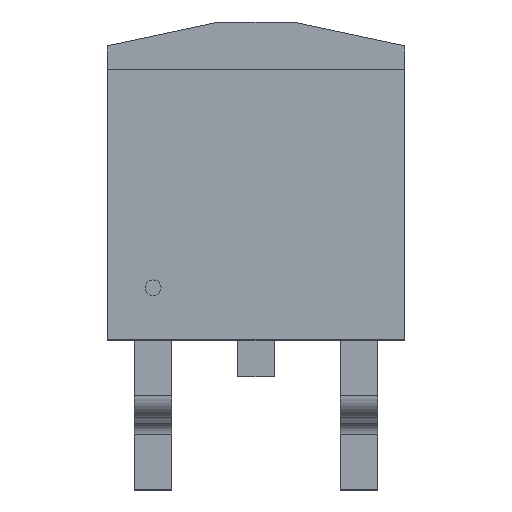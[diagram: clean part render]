
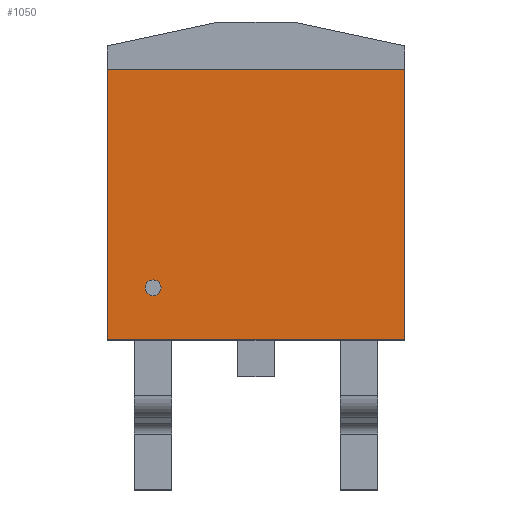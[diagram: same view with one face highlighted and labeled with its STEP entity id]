
A CAD part, top view. The second image highlights one B-rep face of the part: STEP entity #1050.
In plain terms, the highlighted planar face has unit normal (0, 0, 1).
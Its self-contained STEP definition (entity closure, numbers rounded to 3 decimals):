
#26=PLANE('',#1130);
#77=FACE_OUTER_BOUND('',#136,.T.);
#136=EDGE_LOOP('',(#712,#713,#714,#715));
#190=LINE('',#1492,#313);
#194=LINE('',#1499,#317);
#197=LINE('',#1505,#320);
#199=LINE('',#1508,#322);
#313=VECTOR('',#1214,6.604);
#317=VECTOR('',#1220,6.002);
#320=VECTOR('',#1225,6.604);
#322=VECTOR('',#1229,6.002);
#455=VERTEX_POINT('',#1489);
#456=VERTEX_POINT('',#1491);
#458=VERTEX_POINT('',#1497);
#460=VERTEX_POINT('',#1503);
#550=EDGE_CURVE('',#456,#455,#190,.T.);
#554=EDGE_CURVE('',#455,#458,#194,.T.);
#557=EDGE_CURVE('',#458,#460,#197,.T.);
#559=EDGE_CURVE('',#460,#456,#199,.T.);
#712=ORIENTED_EDGE('',*,*,#550,.T.);
#713=ORIENTED_EDGE('',*,*,#554,.T.);
#714=ORIENTED_EDGE('',*,*,#557,.T.);
#715=ORIENTED_EDGE('',*,*,#559,.T.);
#1050=ADVANCED_FACE('',(#77),#26,.T.);
#1130=AXIS2_PLACEMENT_3D('',#1510,#1232,#1233);
#1214=DIRECTION('',(1.,0.,0.));
#1220=DIRECTION('',(0.,1.,0.));
#1225=DIRECTION('',(-1.,0.,0.));
#1229=DIRECTION('',(0.,-1.,0.));
#1232=DIRECTION('center_axis',(0.,0.,1.));
#1233=DIRECTION('ref_axis',(0.,1.,0.));
#1489=CARTESIAN_POINT('',(3.302,-3.531,2.388));
#1491=CARTESIAN_POINT('',(-3.302,-3.531,2.388));
#1492=CARTESIAN_POINT('',(-3.302,-3.531,2.388));
#1497=CARTESIAN_POINT('',(3.302,2.471,2.388));
#1499=CARTESIAN_POINT('',(3.302,-3.531,2.388));
#1503=CARTESIAN_POINT('',(-3.302,2.471,2.388));
#1505=CARTESIAN_POINT('',(3.302,2.471,2.388));
#1508=CARTESIAN_POINT('',(-3.302,2.471,2.388));
#1510=CARTESIAN_POINT('Origin',(-3.302,-3.531,2.388));
